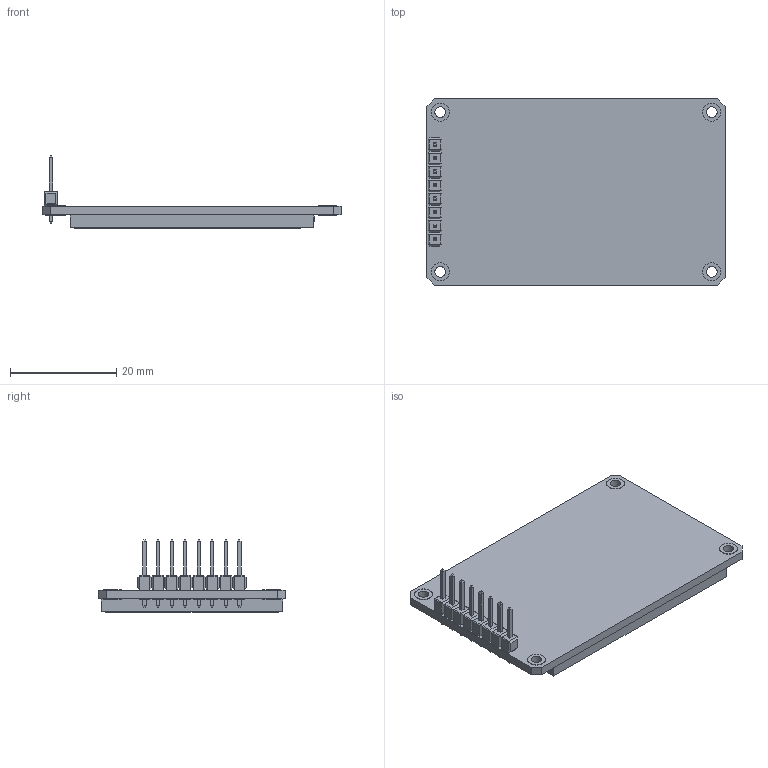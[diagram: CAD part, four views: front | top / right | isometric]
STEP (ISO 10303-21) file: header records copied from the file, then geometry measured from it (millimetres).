
FILE_DESCRIPTION(/* description */ ('STEP AP242','CAx-IF Rec.Pracs.---Representation and Presentation of Product Manufacturing Information (PMI)---4.0---2014-10-13','CAx-IF Rec.Pracs.---3D Tessellated Geometry---0.4---2014-09-14','2;1'),/* implementation_level */ '2;1');
FILE_NAME(/* name */ '651960f3140cbc317bd25f48',/* time_stamp */ '2023-10-01T12:07:17Z',/* author */ (''),/* organization */ (''),/* preprocessor_version */ 'ST-DEVELOPER v19.4',/* originating_system */ ' ',/* authorisation */ ' ');
FILE_SCHEMA (('AP242_MANAGED_MODEL_BASED_3D_ENGINEERING_MIM_LF { 1 0 10303 442 1 1 4 }'));
Length unit declared in the file: metre
Products named in the file (18): Assembly 1; Document; 1.8_inches_128x160_RGB_TFT_LCD
Assembly tree (17 placements, depth 2):
  Assembly 1
    Document
    Document
    Document
    Document
    Document
    Document
    Document
    Document
    Document
    Document
    Document
    Document
    Document
    1.8_inches_128x160_RGB_TFT_LCD
    Document
    Document
    Document
Bounding box: 56 x 35 x 13.6 mm (x, y, z)
Volume: 7030.8 mm3; surface area: 5222 mm2
Topology: 9 solids, 17 shells, 386 faces, 964 edges, 623 vertices
Faces by surface type: plane 335, cylinder 51
Full cylindrical faces by diameter (mm): 0.9 x8, 2 x18, 3.4 x8
Entity records: 11952 total; most frequent: CARTESIAN_POINT 2299, ORIENTED_EDGE 1794, DIRECTION 1739, EDGE_CURVE 925, LINE 791, VECTOR 791, VERTEX_POINT 618, EDGE_LOOP 485
